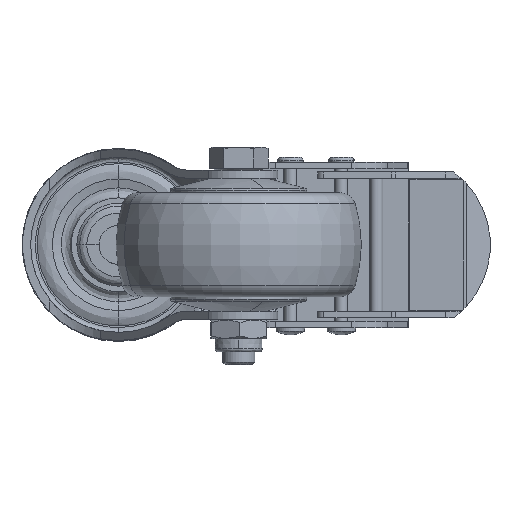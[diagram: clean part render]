
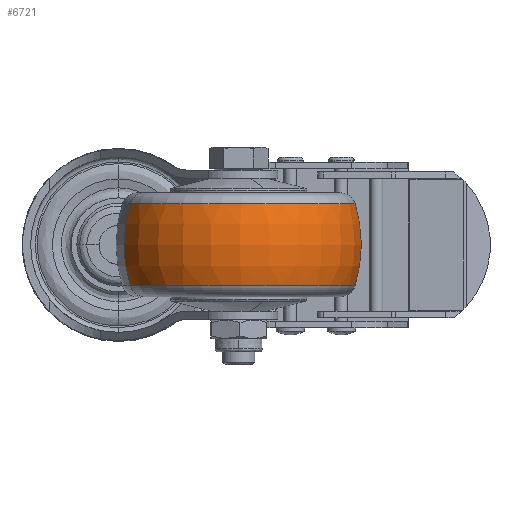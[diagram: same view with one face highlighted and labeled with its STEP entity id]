
A CAD part, front view. The second image highlights one B-rep face of the part: STEP entity #6721.
In plain terms, the highlighted toroidal (fillet/blend) face has major radius 0.321 mm and minor radius 38.321 mm.
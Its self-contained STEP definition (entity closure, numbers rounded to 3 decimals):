
#1149 = EDGE_CURVE ( 'NONE', #2384, #13260, #10880, .T. ) ;
#2206 = AXIS2_PLACEMENT_3D ( 'NONE', #12531, #7365, #13853 ) ;
#2368 = FACE_OUTER_BOUND ( 'NONE', #10962, .T. ) ;
#2384 = VERTEX_POINT ( 'NONE', #7756 ) ;
#3581 = VERTEX_POINT ( 'NONE', #3676 ) ;
#3676 = CARTESIAN_POINT ( 'NONE',  ( 9.704, 0., 35.852 ) ) ;
#4038 = CARTESIAN_POINT ( 'NONE',  ( 9.704, 0., 0. ) ) ;
#4374 = AXIS2_PLACEMENT_3D ( 'NONE', #10240, #11983, #6027 ) ;
#4727 = CARTESIAN_POINT ( 'NONE',  ( -2.946, 0., 0.321 ) ) ;
#4981 = ORIENTED_EDGE ( 'NONE', *, *, #12888, .T. ) ;
#6027 = DIRECTION ( 'NONE',  ( 0., 0., -1. ) ) ;
#6721 = ADVANCED_FACE ( 'NONE', ( #2368 ), #12158, .T. ) ;
#6802 = AXIS2_PLACEMENT_3D ( 'NONE', #7877, #13481, #11726 ) ;
#7299 = ORIENTED_EDGE ( 'NONE', *, *, #17016, .F. ) ;
#7365 = DIRECTION ( 'NONE',  ( -1., 0., 0. ) ) ;
#7756 = CARTESIAN_POINT ( 'NONE',  ( -15.597, 0., -35.852 ) ) ;
#7877 = CARTESIAN_POINT ( 'NONE',  ( -15.597, 0., 0. ) ) ;
#8149 = DIRECTION ( 'NONE',  ( -1., 0., 0. ) ) ;
#8171 = CIRCLE ( 'NONE', #4374, 38.321 ) ;
#8278 = EDGE_CURVE ( 'NONE', #8995, #3581, #10124, .T. ) ;
#8724 = CARTESIAN_POINT ( 'NONE',  ( -15.597, 0., 35.852 ) ) ;
#8995 = VERTEX_POINT ( 'NONE', #17266 ) ;
#9361 = CIRCLE ( 'NONE', #9962, 38.321 ) ;
#9962 = AXIS2_PLACEMENT_3D ( 'NONE', #4727, #10119, #13246 ) ;
#10119 = DIRECTION ( 'NONE',  ( 0., 1., 0. ) ) ;
#10124 = CIRCLE ( 'NONE', #16871, 35.852 ) ;
#10240 = CARTESIAN_POINT ( 'NONE',  ( -2.946, 0., -0.321 ) ) ;
#10880 = CIRCLE ( 'NONE', #6802, 35.852 ) ;
#10962 = EDGE_LOOP ( 'NONE', ( #7299, #15529, #4981, #17024 ) ) ;
#11726 = DIRECTION ( 'NONE',  ( 0., 0., 1. ) ) ;
#11983 = DIRECTION ( 'NONE',  ( 0., -1., 0. ) ) ;
#12158 = TOROIDAL_SURFACE ( 'NONE', #2206, -0.321, 38.321 ) ;
#12531 = CARTESIAN_POINT ( 'NONE',  ( -2.946, 0., 0. ) ) ;
#12888 = EDGE_CURVE ( 'NONE', #3581, #13260, #8171, .T. ) ;
#13246 = DIRECTION ( 'NONE',  ( 0., 0., 1. ) ) ;
#13260 = VERTEX_POINT ( 'NONE', #8724 ) ;
#13481 = DIRECTION ( 'NONE',  ( -1., 0., 0. ) ) ;
#13843 = DIRECTION ( 'NONE',  ( 0., 0., 1. ) ) ;
#13853 = DIRECTION ( 'NONE',  ( 0., 0., 1. ) ) ;
#15529 = ORIENTED_EDGE ( 'NONE', *, *, #8278, .T. ) ;
#16871 = AXIS2_PLACEMENT_3D ( 'NONE', #4038, #8149, #13843 ) ;
#17016 = EDGE_CURVE ( 'NONE', #8995, #2384, #9361, .T. ) ;
#17024 = ORIENTED_EDGE ( 'NONE', *, *, #1149, .F. ) ;
#17266 = CARTESIAN_POINT ( 'NONE',  ( 9.704, 0., -35.852 ) ) ;
